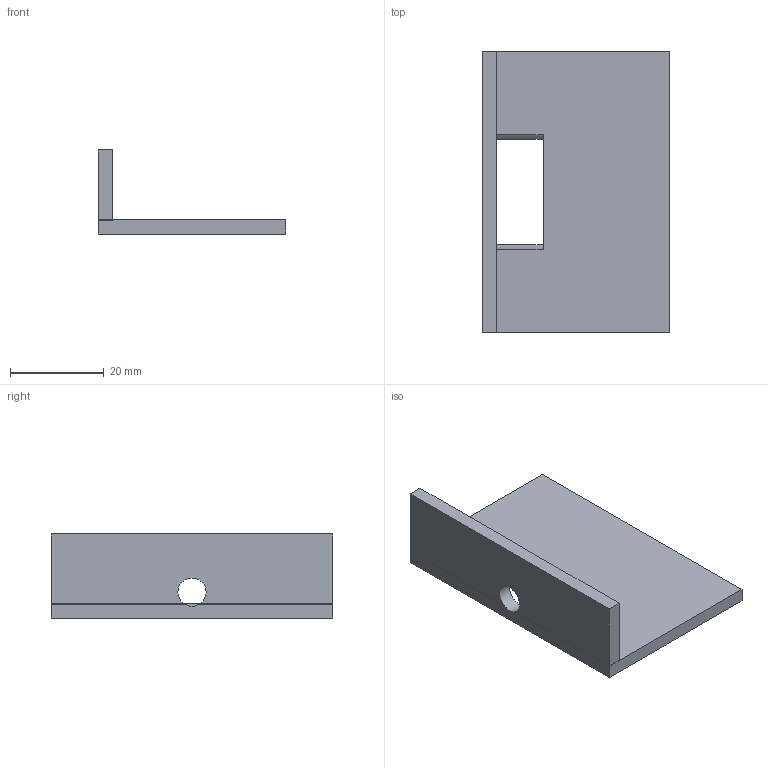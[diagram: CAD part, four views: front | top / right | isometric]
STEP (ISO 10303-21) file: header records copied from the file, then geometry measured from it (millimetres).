
FILE_DESCRIPTION(/* description */ (''),/* implementation_level */ '2;1');
FILE_NAME(/* name */ '1ece2937-16ea-4a97-a440-580d6e79e7fc.zip.stp',/* time_stamp */ '2024-02-04T16:48:29Z',/* author */ (''),/* organization */ (''),/* preprocessor_version */ 'ST-DEVELOPER v20',/* originating_system */ 'Autodesk Translation Framework v12.20.1.177',/* authorisation */ '');
FILE_SCHEMA (('AUTOMOTIVE_DESIGN { 1 0 10303 214 3 1 1 }'));
Length unit declared in the file: millimetre
Products named in the file (1): suporte_eletroiman_interno
Bounding box: 40 x 60 x 17.9 mm (x, y, z)
Volume: 9088.7 mm3; surface area: 7013.2 mm2
Topology: 1 solids, 1 shells, 22 faces, 59 edges, 36 vertices
Faces by surface type: plane 19, cylinder 3
Full cylindrical faces by diameter (mm): 6 x1
Entity records: 725 total; most frequent: DIRECTION 119, ORIENTED_EDGE 118, CARTESIAN_POINT 118, EDGE_CURVE 59, LINE 45, VECTOR 45, AXIS2_PLACEMENT_3D 37, VERTEX_POINT 36
